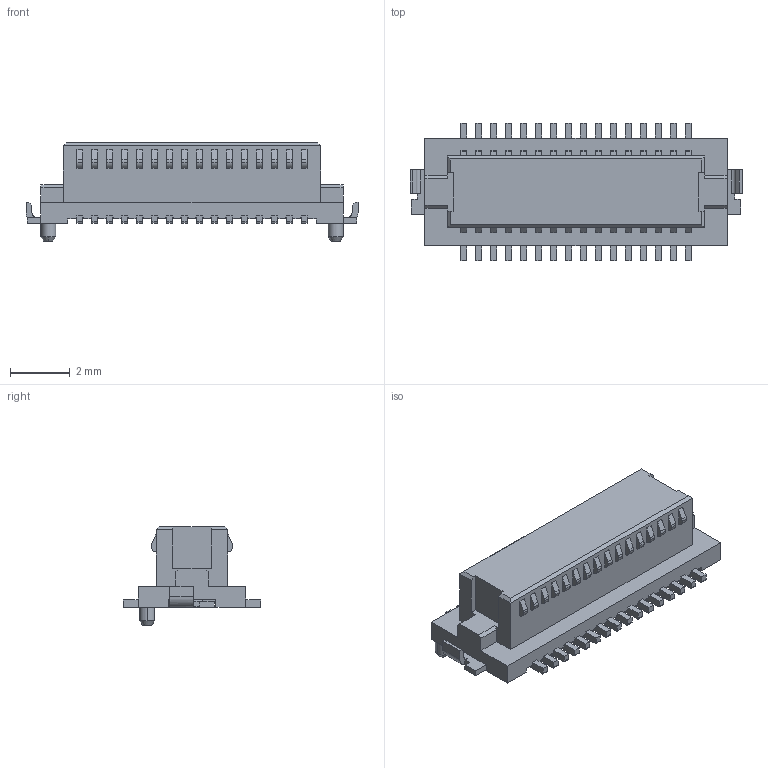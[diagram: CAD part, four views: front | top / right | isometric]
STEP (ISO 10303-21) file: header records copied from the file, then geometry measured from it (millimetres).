
FILE_DESCRIPTION(('CoCreate Modeling STEP Export'),'2;1');
FILE_NAME('DF12-32DS-0.5V.stp','2014-03-27T13:25:01',(''),(''),'CoCreate Modeling STEP processor for AP214 (Solid Model)','CoCreate Modeling 17.0 01-Apr-2010 (C) Parametric Technology GmbH','');
FILE_SCHEMA(('AUTOMOTIVE_DESIGN { 1 0 10303 214 1 1 1 1 }'));
Length unit declared in the file: millimetre
Products named in the file (1): DF12-32DS-0.5V
Bounding box: 11.1 x 4.6 x 3.3 mm (x, y, z)
Volume: 64.2 mm3; surface area: 180.1 mm2
Topology: 1 solids, 1 shells, 852 faces, 2393 edges, 1577 vertices
Faces by surface type: plane 708, cylinder 140, cone 4
Entity records: 26567 total; most frequent: ORIENTED_EDGE 4786, CARTESIAN_POINT 4714, DIRECTION 4174, EDGE_CURVE 2393, VECTOR 2100, LINE 2100, VERTEX_POINT 1577, AXIS2_PLACEMENT_3D 1037
